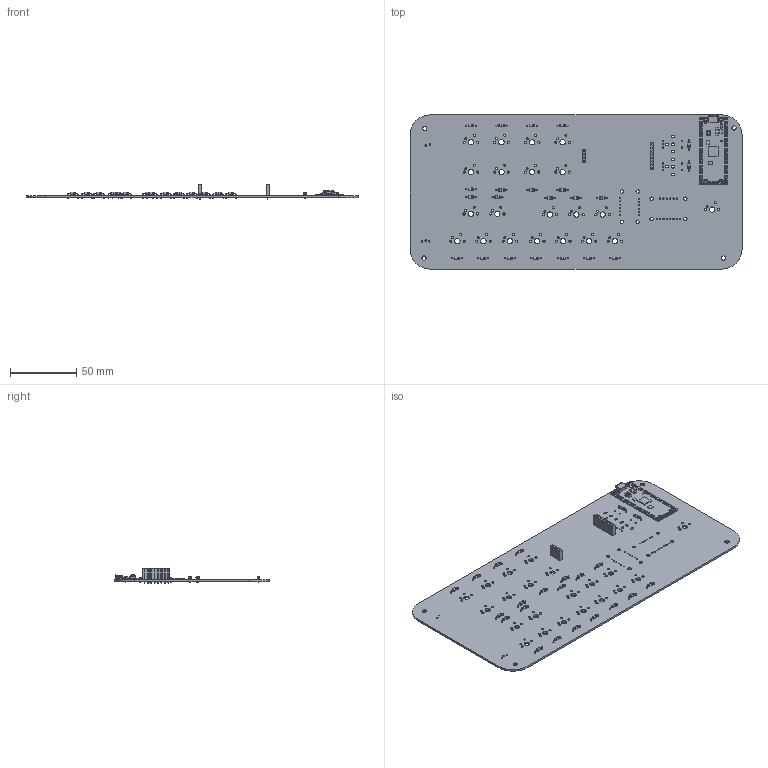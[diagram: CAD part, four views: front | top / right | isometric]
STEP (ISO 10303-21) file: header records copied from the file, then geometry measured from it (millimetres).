
FILE_DESCRIPTION(('KiCad electronic assembly'),'2;1');
FILE_NAME('MIDI Board.step','2025-10-02T17:35:53',('Pcbnew'),('Kicad'), 'Open CASCADE STEP processor 7.9','KiCad to STEP converter','Unknown' );
FILE_SCHEMA(('AUTOMOTIVE_DESIGN { 1 0 10303 214 1 1 1 1 }'));
Length unit declared in the file: millimetre
Products named in the file (7): MIDI Board 1; D_DO-35_SOD27_P7.62mm_Horizontal; PinSocket_1x08_P2.54mm_Vertical; PinSocket_1x04_P2.54mm_Vertical; RaspberryPi_Pico; RaspberryPi_Pico_Module_KiCad; MIDI Board_PCB
Assembly tree (27 placements, depth 3):
  MIDI Board 1
    D_DO-35_SOD27_P7.62mm_Horizontal  x22
    PinSocket_1x08_P2.54mm_Vertical
    PinSocket_1x04_P2.54mm_Vertical
    RaspberryPi_Pico
      RaspberryPi_Pico_Module_KiCad
    MIDI Board_PCB
Bounding box: 250 x 116 x 11.6 mm (x, y, z)
Volume: 44628.1 mm3; surface area: 64192.1 mm2
Topology: 48 solids, 48 shells, 1451 faces, 3693 edges, 2436 vertices
Faces by surface type: plane 831, cylinder 530, torus 90
Full cylindrical faces by diameter (mm): 0.5 x66, 0.762 x12, 0.8 x44, 1 x122, 1.5 x44, 1.7 x42, 1.85 x2, 2 x44, 2.02 x22, 2.1 x6, 2.2 x2, 2.5 x4, 2.54 x4, 3.2 x4, 4 x21
Entity records: 45471 total; most frequent: CARTESIAN_POINT 6474, DIRECTION 6435, ORIENTED_EDGE 6378, EDGE_CURVE 3189, LINE 2229, VECTOR 2229, VERTEX_POINT 2142, AXIS2_PLACEMENT_3D 2103
